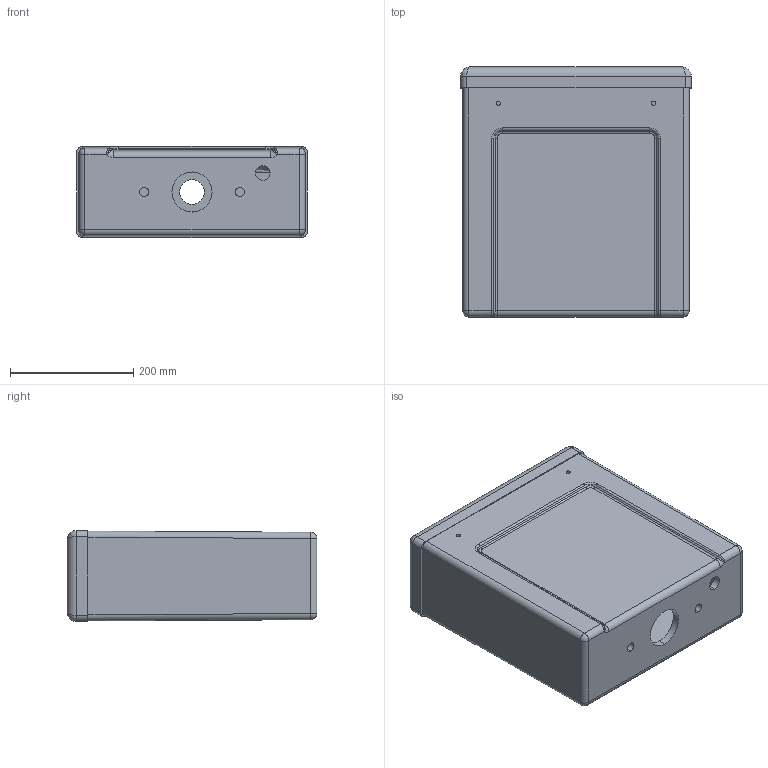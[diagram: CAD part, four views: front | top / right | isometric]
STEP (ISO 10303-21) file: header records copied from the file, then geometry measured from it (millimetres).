
FILE_DESCRIPTION (( 'STEP AP214' ), '1' );
FILE_NAME ('66071_v10818.STEP', '2019-11-11T08:36:32', ( '' ), ( '' ), 'SwSTEP 2.0', 'SolidWorks 2019', '' );
FILE_SCHEMA (( 'AUTOMOTIVE_DESIGN' ));
Length unit declared in the file: millimetre
Products named in the file (3): lid; cistern; 66071_v10818
Assembly tree (2 placements, depth 2):
  66071_v10818
    cistern
    lid
Bounding box: 375 x 406 x 148 mm (x, y, z)
Volume: 6011202.5 mm3; surface area: 953342.2 mm2
Topology: 2 solids, 2 shells, 131 faces, 341 edges, 202 vertices
Faces by surface type: cylinder 61, plane 38, bspline 12, torus 8, sphere 8, cone 4
Entity records: 5093 total; most frequent: CARTESIAN_POINT 1981, ORIENTED_EDGE 654, DIRECTION 613, EDGE_CURVE 327, AXIS2_PLACEMENT_3D 224, VERTEX_POINT 202, LINE 165, VECTOR 165
